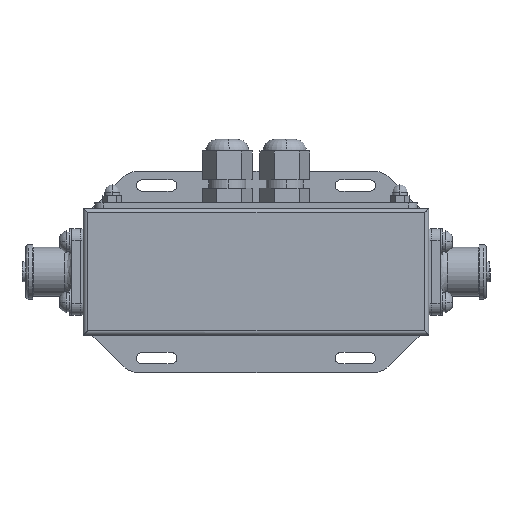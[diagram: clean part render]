
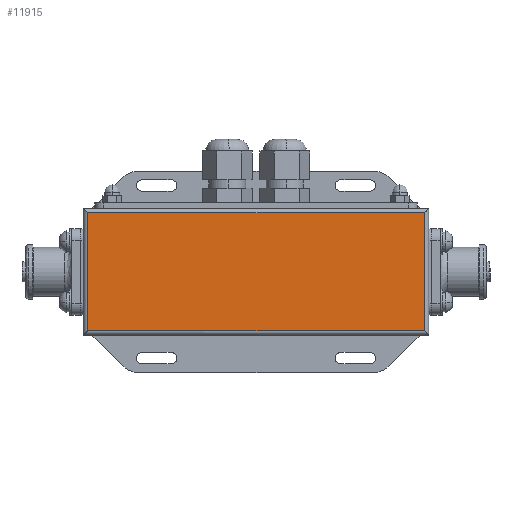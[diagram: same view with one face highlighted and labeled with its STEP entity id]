
A CAD part, front view. The second image highlights one B-rep face of the part: STEP entity #11915.
In plain terms, the highlighted planar face has unit normal (0, -1, 0).
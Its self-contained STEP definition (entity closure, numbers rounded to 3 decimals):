
#441 = EDGE_CURVE ( 'NONE', #10509, #1861, #7906, .T. ) ;
#1861 = VERTEX_POINT ( 'NONE', #3366 ) ;
#2247 = CARTESIAN_POINT ( 'NONE',  ( 0., 0., 20.5 ) ) ;
#3366 = CARTESIAN_POINT ( 'NONE',  ( -58.5, 0., 20.5 ) ) ;
#3454 = LINE ( 'NONE', #9486, #4005 ) ;
#3880 = DIRECTION ( 'NONE',  ( 0., 1., 0. ) ) ;
#4005 = VECTOR ( 'NONE', #21970, 1000. ) ;
#4932 = ORIENTED_EDGE ( 'NONE', *, *, #16162, .T. ) ;
#5733 = CARTESIAN_POINT ( 'NONE',  ( 0., 0., 0. ) ) ;
#6024 = VECTOR ( 'NONE', #16311, 1000. ) ;
#6643 = CARTESIAN_POINT ( 'NONE',  ( 58.5, 0., 0. ) ) ;
#6773 = ORIENTED_EDGE ( 'NONE', *, *, #441, .T. ) ;
#7906 = LINE ( 'NONE', #2247, #18527 ) ;
#9374 = DIRECTION ( 'NONE',  ( 0., 0., 1. ) ) ;
#9422 = LINE ( 'NONE', #6643, #14166 ) ;
#9486 = CARTESIAN_POINT ( 'NONE',  ( 0., 0., -20.5 ) ) ;
#10285 = CARTESIAN_POINT ( 'NONE',  ( -58.5, 0., -20.5 ) ) ;
#10509 = VERTEX_POINT ( 'NONE', #14718 ) ;
#10743 = LINE ( 'NONE', #19916, #6024 ) ;
#11320 = FACE_OUTER_BOUND ( 'NONE', #15542, .T. ) ;
#11915 = ADVANCED_FACE ( 'NONE', ( #11320 ), #21932, .F. ) ;
#11916 = EDGE_CURVE ( 'NONE', #1861, #22820, #10743, .T. ) ;
#13181 = DIRECTION ( 'NONE',  ( -1., 0., 0. ) ) ;
#14166 = VECTOR ( 'NONE', #22563, 1000. ) ;
#14718 = CARTESIAN_POINT ( 'NONE',  ( 58.5, 0., 20.5 ) ) ;
#14744 = AXIS2_PLACEMENT_3D ( 'NONE', #5733, #3880, #9374 ) ;
#15542 = EDGE_LOOP ( 'NONE', ( #4932, #6773, #21577, #18371 ) ) ;
#15861 = VERTEX_POINT ( 'NONE', #21320 ) ;
#16162 = EDGE_CURVE ( 'NONE', #15861, #10509, #9422, .T. ) ;
#16311 = DIRECTION ( 'NONE',  ( 0., 0., -1. ) ) ;
#18371 = ORIENTED_EDGE ( 'NONE', *, *, #20033, .T. ) ;
#18527 = VECTOR ( 'NONE', #13181, 1000. ) ;
#19916 = CARTESIAN_POINT ( 'NONE',  ( -58.5, 0., 0. ) ) ;
#20033 = EDGE_CURVE ( 'NONE', #22820, #15861, #3454, .T. ) ;
#21320 = CARTESIAN_POINT ( 'NONE',  ( 58.5, 0., -20.5 ) ) ;
#21577 = ORIENTED_EDGE ( 'NONE', *, *, #11916, .T. ) ;
#21932 = PLANE ( 'NONE',  #14744 ) ;
#21970 = DIRECTION ( 'NONE',  ( 1., 0., 0. ) ) ;
#22563 = DIRECTION ( 'NONE',  ( 0., 0., 1. ) ) ;
#22820 = VERTEX_POINT ( 'NONE', #10285 ) ;
